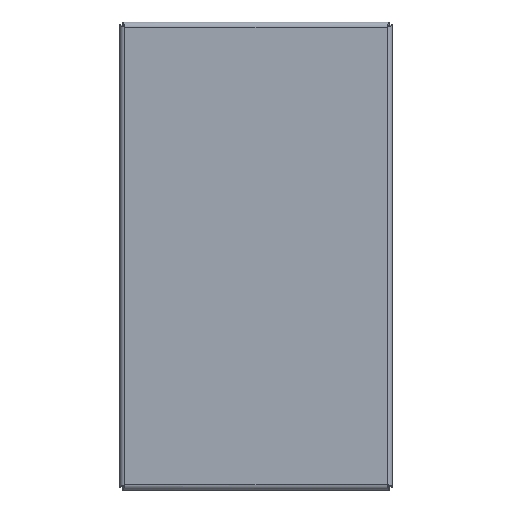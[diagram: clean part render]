
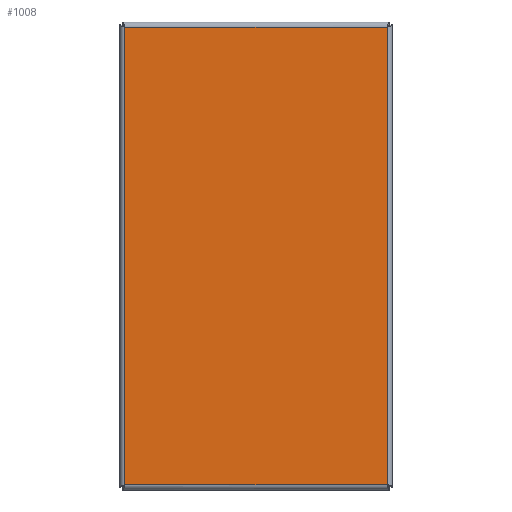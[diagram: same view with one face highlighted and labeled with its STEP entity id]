
A CAD part, top view. The second image highlights one B-rep face of the part: STEP entity #1008.
In plain terms, the highlighted planar face has unit normal (0, 0, 1).
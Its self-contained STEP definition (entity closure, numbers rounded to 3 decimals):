
#126=LINE('',#1811,#223);
#128=LINE('',#1815,#225);
#130=LINE('',#1819,#227);
#132=LINE('',#1823,#229);
#223=VECTOR('',#1233,10.);
#225=VECTOR('',#1239,10.);
#227=VECTOR('',#1245,10.);
#229=VECTOR('',#1251,10.);
#302=FACE_OUTER_BOUND('',#357,.T.);
#357=EDGE_LOOP('',(#801,#802,#803,#804));
#401=VERTEX_POINT('',#1363);
#409=VERTEX_POINT('',#1419);
#424=VERTEX_POINT('',#1558);
#439=VERTEX_POINT('',#1664);
#574=EDGE_CURVE('',#401,#409,#126,.T.);
#576=EDGE_CURVE('',#424,#401,#128,.T.);
#578=EDGE_CURVE('',#439,#424,#130,.T.);
#580=EDGE_CURVE('',#409,#439,#132,.T.);
#801=ORIENTED_EDGE('',*,*,#574,.T.);
#802=ORIENTED_EDGE('',*,*,#580,.T.);
#803=ORIENTED_EDGE('',*,*,#578,.T.);
#804=ORIENTED_EDGE('',*,*,#576,.T.);
#907=PLANE('',#1076);
#1008=ADVANCED_FACE('',(#302),#907,.F.);
#1076=AXIS2_PLACEMENT_3D('',#1826,#1256,#1257);
#1233=DIRECTION('',(-1.,0.,0.));
#1239=DIRECTION('',(0.,1.,0.));
#1245=DIRECTION('',(1.,0.,0.));
#1251=DIRECTION('',(0.,-1.,0.));
#1256=DIRECTION('center_axis',(0.,0.,
-1.));
#1257=DIRECTION('ref_axis',(1.,0.,0.));
#1363=CARTESIAN_POINT('',(98.,171.,55.));
#1419=CARTESIAN_POINT('',(-98.,171.,55.));
#1558=CARTESIAN_POINT('',(98.,-171.,55.));
#1664=CARTESIAN_POINT('',(-98.,-171.,55.));
#1811=CARTESIAN_POINT('',(49.,171.,55.));
#1815=CARTESIAN_POINT('',(98.,-85.5,55.));
#1819=CARTESIAN_POINT('',(-49.,-171.,55.));
#1823=CARTESIAN_POINT('',(-98.,85.5,55.));
#1826=CARTESIAN_POINT('Origin',(0.,0.,
55.));
